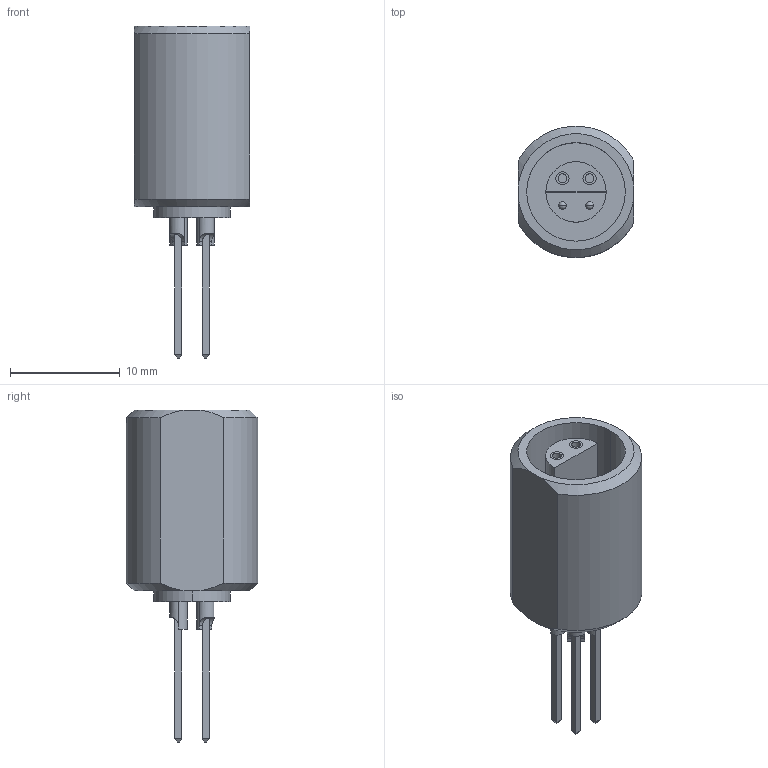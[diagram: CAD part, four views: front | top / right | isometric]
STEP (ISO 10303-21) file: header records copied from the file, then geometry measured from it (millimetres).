
FILE_DESCRIPTION((''),'2;1');
FILE_NAME('LEMO_EDA-02838-V1-0_Part1.stp','2013-09-23T10:57:04',(''),(''),'Mechanical Desktop 2011','Mechanical Desktop 2011',', , ');
FILE_SCHEMA(('AUTOMOTIVE_DESIGN { 1 2 10303 214 1 1 1 1 }'));
Length unit declared in the file: millimetre
Products named in the file (1): Product
Bounding box: 10.5 x 11.96 x 30.3 mm (x, y, z)
Volume: 1181.5 mm3; surface area: 1960.7 mm2
Topology: 18 solids, 18 shells, 151 faces, 312 edges, 190 vertices
Faces by surface type: plane 94, cylinder 49, sphere 4, cone 4
Entity records: 4189 total; most frequent: CARTESIAN_POINT 902, DIRECTION 682, ORIENTED_EDGE 616, EDGE_CURVE 308, AXIS2_PLACEMENT_3D 242, VECTOR 198, LINE 198, VERTEX_POINT 190
